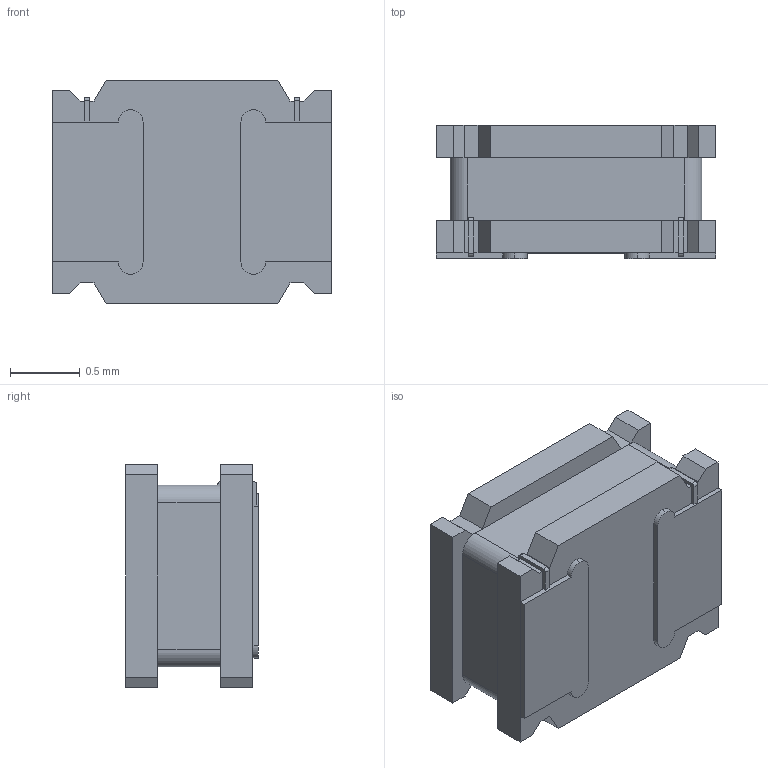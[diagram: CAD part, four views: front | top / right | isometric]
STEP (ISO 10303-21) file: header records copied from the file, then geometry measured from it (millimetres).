
FILE_DESCRIPTION (( 'STEP AP214' ), '1' );
FILE_NAME ('LQH2MPN1R5NGRL.STEP', '2020-01-28T06:25:59', ( '' ), ( '' ), 'SwSTEP 2.0', 'SolidWorks 2017', '' );
FILE_SCHEMA (( 'AUTOMOTIVE_DESIGN' ));
Length unit declared in the file: millimetre
Products named in the file (1): LQH2MPN1R5NGRL
Bounding box: 2 x 0.95 x 1.6 mm (x, y, z)
Volume: 2.5 mm3; surface area: 26 mm2
Topology: 7 solids, 7 shells, 92 faces, 234 edges, 156 vertices
Faces by surface type: plane 78, cylinder 14
Entity records: 2834 total; most frequent: CARTESIAN_POINT 483, ORIENTED_EDGE 468, DIRECTION 448, EDGE_CURVE 234, LINE 206, VECTOR 206, VERTEX_POINT 156, AXIS2_PLACEMENT_3D 121
